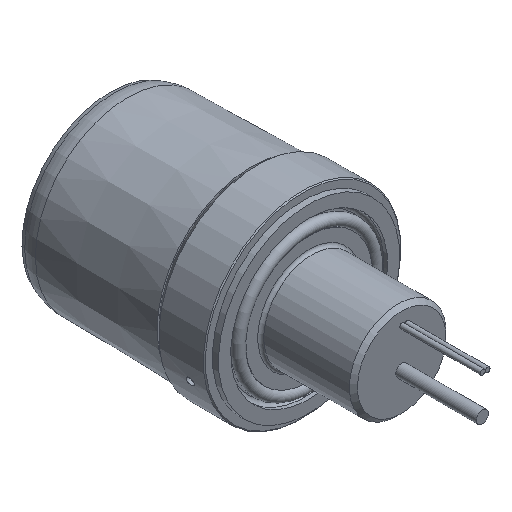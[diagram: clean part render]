
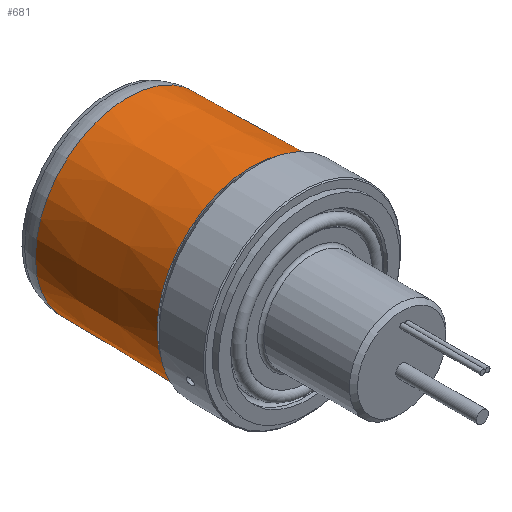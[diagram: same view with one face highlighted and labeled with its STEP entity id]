
A CAD part, isometric view. The second image highlights one B-rep face of the part: STEP entity #681.
In plain terms, the highlighted conical face has half-angle 1 degrees and reference radius 23.161 mm.
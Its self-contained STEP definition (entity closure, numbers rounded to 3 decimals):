
#45=LINE('',#1137,#65);
#65=VECTOR('',#891,23.161);
#85=CONICAL_SURFACE('',#755,23.161,0.017);
#94=FACE_OUTER_BOUND('',#134,.T.);
#134=EDGE_LOOP('',(#439,#440,#441,#442,#443,#444,#445));
#182=CIRCLE('',#751,22.893);
#183=CIRCLE('',#752,22.893);
#184=CIRCLE('',#753,22.893);
#186=CIRCLE('',#756,23.43);
#187=CIRCLE('',#757,23.43);
#257=VERTEX_POINT('',#1125);
#258=VERTEX_POINT('',#1126);
#259=VERTEX_POINT('',#1128);
#260=VERTEX_POINT('',#1133);
#261=VERTEX_POINT('',#1134);
#331=EDGE_CURVE('',#257,#258,#182,.T.);
#332=EDGE_CURVE('',#259,#257,#183,.T.);
#333=EDGE_CURVE('',#258,#259,#184,.T.);
#335=EDGE_CURVE('',#260,#261,#186,.T.);
#336=EDGE_CURVE('',#261,#260,#187,.T.);
#337=EDGE_CURVE('',#261,#259,#45,.T.);
#439=ORIENTED_EDGE('',*,*,#335,.F.);
#440=ORIENTED_EDGE('',*,*,#336,.F.);
#441=ORIENTED_EDGE('',*,*,#337,.T.);
#442=ORIENTED_EDGE('',*,*,#332,.T.);
#443=ORIENTED_EDGE('',*,*,#331,.T.);
#444=ORIENTED_EDGE('',*,*,#333,.T.);
#445=ORIENTED_EDGE('',*,*,#337,.F.);
#681=ADVANCED_FACE('',(#94),#85,.T.);
#751=AXIS2_PLACEMENT_3D('',#1127,#877,#878);
#752=AXIS2_PLACEMENT_3D('',#1129,#879,#880);
#753=AXIS2_PLACEMENT_3D('',#1130,#881,#882);
#755=AXIS2_PLACEMENT_3D('',#1132,#885,#886);
#756=AXIS2_PLACEMENT_3D('',#1135,#887,#888);
#757=AXIS2_PLACEMENT_3D('',#1136,#889,#890);
#877=DIRECTION('center_axis',(0.,-1.,0.));
#878=DIRECTION('ref_axis',(-0.983,0.,-0.186));
#879=DIRECTION('center_axis',(0.,-1.,0.));
#880=DIRECTION('ref_axis',(-0.983,0.,-0.186));
#881=DIRECTION('center_axis',(0.,-1.,0.));
#882=DIRECTION('ref_axis',(-0.983,0.,-0.186));
#885=DIRECTION('center_axis',(0.,-1.,0.));
#886=DIRECTION('ref_axis',(-0.983,0.,-0.186));
#887=DIRECTION('center_axis',(0.,-1.,0.));
#888=DIRECTION('ref_axis',(-0.983,0.,-0.186));
#889=DIRECTION('center_axis',(0.,-1.,0.));
#890=DIRECTION('ref_axis',(-0.983,0.,-0.186));
#891=DIRECTION('',(-0.017,1.,-0.003));
#1125=CARTESIAN_POINT('',(-22.494,26.251,-4.257));
#1126=CARTESIAN_POINT('',(4.257,26.251,-22.494));
#1127=CARTESIAN_POINT('Origin',(0.,26.251,0.));
#1128=CARTESIAN_POINT('',(22.494,26.251,4.257));
#1129=CARTESIAN_POINT('Origin',(0.,26.251,0.));
#1130=CARTESIAN_POINT('Origin',(0.,26.251,0.));
#1132=CARTESIAN_POINT('Origin',(0.,10.875,0.));
#1133=CARTESIAN_POINT('',(-23.021,-4.5,-4.356));
#1134=CARTESIAN_POINT('',(23.021,-4.5,4.356));
#1135=CARTESIAN_POINT('Origin',(0.,-4.5,
0.));
#1136=CARTESIAN_POINT('Origin',(0.,-4.5,
0.));
#1137=CARTESIAN_POINT('',(22.757,10.875,4.306));
